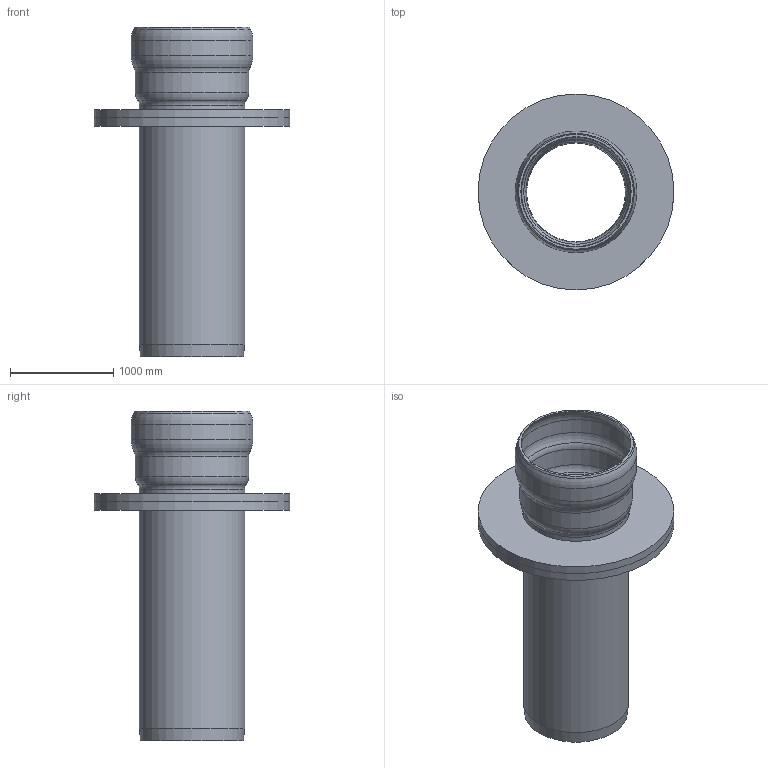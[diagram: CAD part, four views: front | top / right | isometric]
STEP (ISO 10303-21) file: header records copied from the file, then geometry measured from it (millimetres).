
FILE_DESCRIPTION(/* description */ (''),/* implementation_level */ '2;1');
FILE_NAME(/* name */ '82650.100X_3D.stp',/* time_stamp */ '2024-12-12T09:49:32+01:00',/* author */ ('CAD'),/* organization */ (''),/* preprocessor_version */ 'ST-DEVELOPER v20',/* originating_system */ 'AutoCAD Mechanical',/* authorisation */ '');
FILE_SCHEMA (('AUTOMOTIVE_DESIGN { 1 0 10303 214 3 1 1 }'));
Length unit declared in the file: centimetre
Products named in the file (1): Product
Bounding box: 1900 x 1900 x 3200 mm (x, y, z)
Volume: 525319174.4 mm3; surface area: 30317556.3 mm2
Topology: 3 solids, 3 shells, 30 faces, 66 edges, 42 vertices
Faces by surface type: torus 10, cylinder 10, plane 6, cone 4
Full cylindrical faces by diameter (mm): 980 x1, 1020 x1, 1040 x2, 1060 x1, 1100 x1, 1140 x1, 1180 x1, 1900 x2
Entity records: 895 total; most frequent: DIRECTION 180, CARTESIAN_POINT 139, ORIENTED_EDGE 132, AXIS2_PLACEMENT_3D 83, EDGE_CURVE 66, CIRCLE 52, VERTEX_POINT 42, EDGE_LOOP 36
